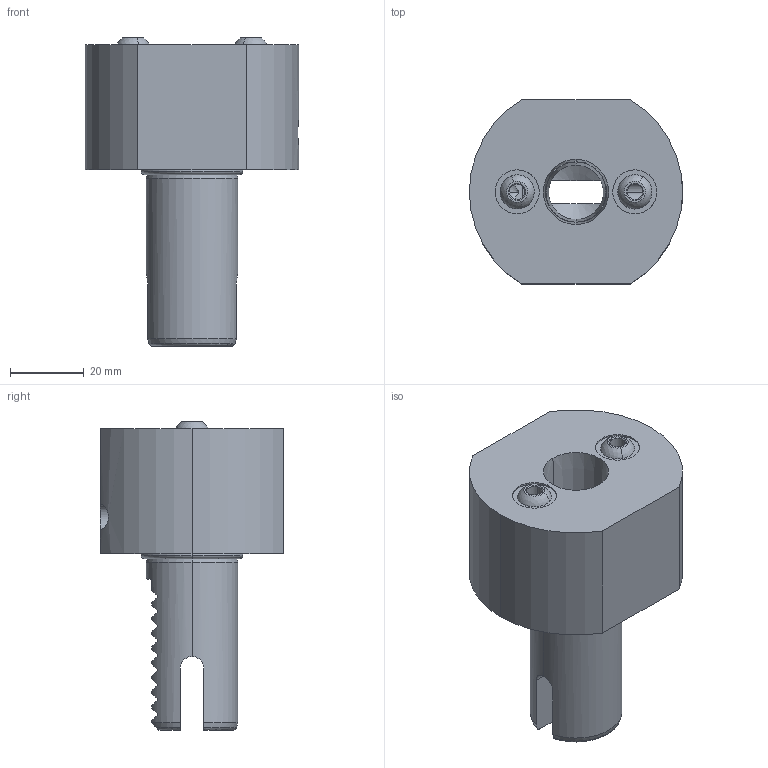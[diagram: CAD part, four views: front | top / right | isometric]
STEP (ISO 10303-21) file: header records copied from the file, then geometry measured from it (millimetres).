
FILE_DESCRIPTION (( 'STEP AP203' ), '1' );
FILE_NAME ('STEP.STEP', '2020-05-11T07:06:37', ( '' ), ( '' ), 'SwSTEP 2.0', 'SolidWorks 2017', '' );
FILE_SCHEMA (( 'CONFIG_CONTROL_DESIGN' ));
Length unit declared in the file: millimetre
Products named in the file (1): STEP
Bounding box: 58 x 50 x 83.8 mm (x, y, z)
Volume: 87239 mm3; surface area: 23910.7 mm2
Topology: 8 solids, 8 shells, 205 faces, 530 edges, 328 vertices
Faces by surface type: plane 74, cylinder 63, cone 47, torus 13, sphere 8
Entity records: 6819 total; most frequent: CARTESIAN_POINT 2000, ORIENTED_EDGE 1008, DIRECTION 980, EDGE_CURVE 504, AXIS2_PLACEMENT_3D 383, VERTEX_POINT 316, EDGE_LOOP 228, VECTOR 214
